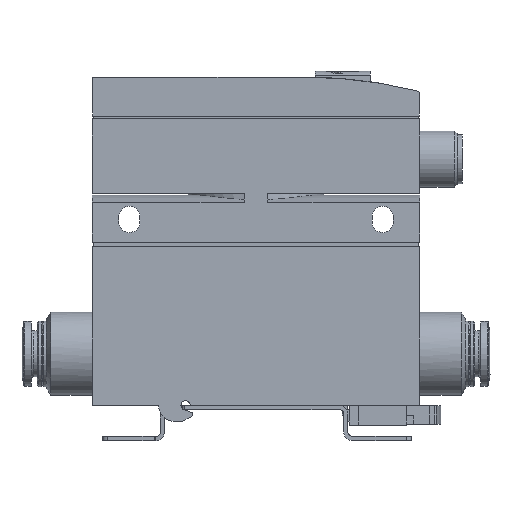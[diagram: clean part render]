
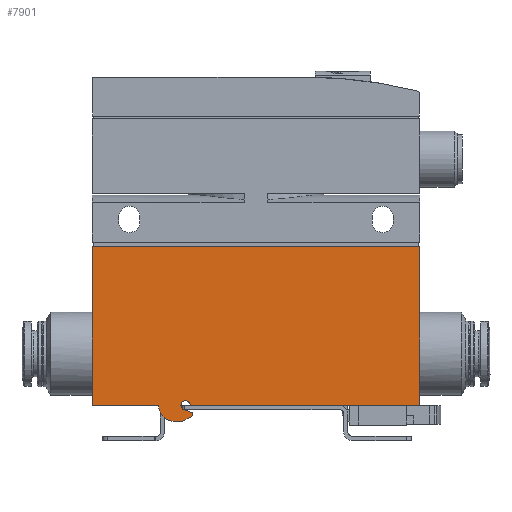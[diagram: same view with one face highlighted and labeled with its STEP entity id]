
A CAD part, left-side view. The second image highlights one B-rep face of the part: STEP entity #7901.
In plain terms, the highlighted face is planar.
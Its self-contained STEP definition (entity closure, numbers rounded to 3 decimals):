
#237=CIRCLE('',#8313,3.4);
#243=CIRCLE('',#8324,1.);
#646=ORIENTED_EDGE('',*,*,#2399,.F.);
#647=ORIENTED_EDGE('',*,*,#2385,.T.);
#648=ORIENTED_EDGE('',*,*,#2398,.T.);
#649=ORIENTED_EDGE('',*,*,#2356,.T.);
#650=ORIENTED_EDGE('',*,*,#2363,.T.);
#651=ORIENTED_EDGE('',*,*,#2366,.T.);
#652=ORIENTED_EDGE('',*,*,#2369,.T.);
#653=ORIENTED_EDGE('',*,*,#2372,.T.);
#654=ORIENTED_EDGE('',*,*,#2378,.F.);
#655=ORIENTED_EDGE('',*,*,#2380,.T.);
#656=ORIENTED_EDGE('',*,*,#2323,.T.);
#657=ORIENTED_EDGE('',*,*,#2195,.T.);
#2195=EDGE_CURVE('',#3087,#3086,#3700,.T.);
#2323=EDGE_CURVE('',#3210,#3087,#3778,.T.);
#2356=EDGE_CURVE('',#3235,#3234,#237,.T.);
#2363=EDGE_CURVE('',#3234,#3240,#3810,.T.);
#2366=EDGE_CURVE('',#3240,#3242,#3813,.T.);
#2369=EDGE_CURVE('',#3242,#3244,#3816,.T.);
#2372=EDGE_CURVE('',#3244,#3246,#3819,.T.);
#2378=EDGE_CURVE('',#3250,#3246,#243,.T.);
#2380=EDGE_CURVE('',#3250,#3210,#3823,.T.);
#2385=EDGE_CURVE('',#3255,#3256,#3827,.T.);
#2398=EDGE_CURVE('',#3256,#3235,#3840,.T.);
#2399=EDGE_CURVE('',#3255,#3086,#3841,.T.);
#3086=VERTEX_POINT('',#10675);
#3087=VERTEX_POINT('',#10677);
#3210=VERTEX_POINT('',#10989);
#3234=VERTEX_POINT('',#11051);
#3235=VERTEX_POINT('',#11053);
#3240=VERTEX_POINT('',#11065);
#3242=VERTEX_POINT('',#11071);
#3244=VERTEX_POINT('',#11077);
#3246=VERTEX_POINT('',#11083);
#3250=VERTEX_POINT('',#11094);
#3255=VERTEX_POINT('',#11109);
#3256=VERTEX_POINT('',#11110);
#3700=LINE('',#10676,#4340);
#3778=LINE('',#10988,#4418);
#3810=LINE('',#11066,#4450);
#3813=LINE('',#11072,#4453);
#3816=LINE('',#11078,#4456);
#3819=LINE('',#11084,#4459);
#3823=LINE('',#11098,#4463);
#3827=LINE('',#11108,#4467);
#3840=LINE('',#11130,#4480);
#3841=LINE('',#11132,#4481);
#4340=VECTOR('',#8845,1000.);
#4418=VECTOR('',#9035,1000.);
#4450=VECTOR('',#9097,1000.);
#4453=VECTOR('',#9102,1000.);
#4456=VECTOR('',#9107,1000.);
#4459=VECTOR('',#9112,1000.);
#4463=VECTOR('',#9128,1000.);
#4467=VECTOR('',#9136,1000.);
#4480=VECTOR('',#9151,1000.);
#4481=VECTOR('',#9154,1000.);
#5022=EDGE_LOOP('',(#646,#647,#648,#649,#650,#651,#652,#653,#654,#655,#656,
#657));
#5475=FACE_BOUND('',#5022,.T.);
#5908=PLANE('',#8329);
#7901=ADVANCED_FACE('',(#5475),#5908,.T.);
#8313=AXIS2_PLACEMENT_3D('',#11052,#9085,#9086);
#8324=AXIS2_PLACEMENT_3D('',#11095,#9123,#9124);
#8329=AXIS2_PLACEMENT_3D('',#11131,#9152,#9153);
#8845=DIRECTION('',(0.,0.,-1.));
#9035=DIRECTION('',(0.,-1.,0.));
#9085=DIRECTION('',(1.,0.,0.));
#9086=DIRECTION('',(0.,0.,-1.));
#9097=DIRECTION('',(0.,-1.,0.));
#9102=DIRECTION('',(0.,-0.866,-0.5));
#9107=DIRECTION('',(0.,0.,-1.));
#9112=DIRECTION('',(0.,0.94,-0.342));
#9123=DIRECTION('',(1.,0.,0.));
#9124=DIRECTION('',(0.,0.,-1.));
#9128=DIRECTION('',(0.,-0.707,0.707));
#9136=DIRECTION('',(0.,0.,1.));
#9151=DIRECTION('',(0.,-1.,0.));
#9152=DIRECTION('',(1.,0.,0.));
#9153=DIRECTION('',(0.,0.,-1.));
#9154=DIRECTION('',(0.,-1.,0.));
#10675=CARTESIAN_POINT('',(16.15,-34.9,-33.9));
#10676=CARTESIAN_POINT('',(16.15,-34.9,0.));
#10677=CARTESIAN_POINT('',(16.15,-34.9,0.));
#10988=CARTESIAN_POINT('',(16.15,13.9,0.));
#10989=CARTESIAN_POINT('',(16.15,13.9,0.));
#11051=CARTESIAN_POINT('',(16.15,17.35,3.4));
#11052=CARTESIAN_POINT('',(16.15,17.35,0.));
#11053=CARTESIAN_POINT('',(16.15,20.75,0.));
#11065=CARTESIAN_POINT('',(16.15,15.6,3.4));
#11066=CARTESIAN_POINT('',(16.15,17.35,3.4));
#11071=CARTESIAN_POINT('',(16.15,13.6,2.245));
#11072=CARTESIAN_POINT('',(16.15,15.6,3.4));
#11077=CARTESIAN_POINT('',(16.15,13.6,1.574));
#11078=CARTESIAN_POINT('',(16.15,13.6,2.245));
#11083=CARTESIAN_POINT('',(16.15,15.342,0.94));
#11084=CARTESIAN_POINT('',(16.15,13.6,1.574));
#11094=CARTESIAN_POINT('',(16.15,14.006,-0.106));
#11095=CARTESIAN_POINT('',(16.15,15.,0.));
#11098=CARTESIAN_POINT('',(16.15,14.006,-0.106));
#11108=CARTESIAN_POINT('',(16.15,34.9,-44.8));
#11109=CARTESIAN_POINT('',(16.15,34.9,-33.9));
#11110=CARTESIAN_POINT('',(16.15,34.9,0.));
#11130=CARTESIAN_POINT('',(16.15,34.9,0.));
#11131=CARTESIAN_POINT('',(16.15,15.,0.));
#11132=CARTESIAN_POINT('',(16.15,15.,-33.9));
